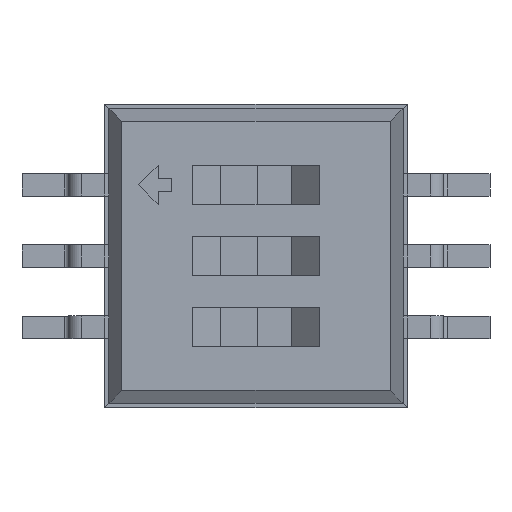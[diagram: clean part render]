
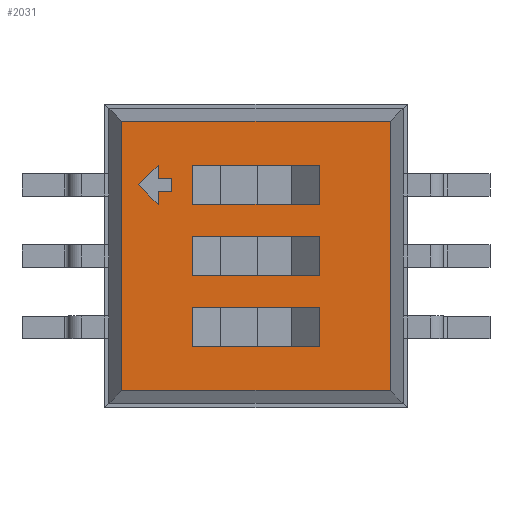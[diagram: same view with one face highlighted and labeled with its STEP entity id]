
A CAD part, top view. The second image highlights one B-rep face of the part: STEP entity #2031.
In plain terms, the highlighted planar face has unit normal (0, 0, 1).
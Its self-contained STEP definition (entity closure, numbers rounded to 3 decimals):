
#27=VECTOR('',#28,1.);
#28=DIRECTION('',(0.,1.,0.));
#34=VECTOR('',#35,1.);
#35=DIRECTION('',(-1.,0.,0.));
#41=VECTOR('',#42,1.);
#42=DIRECTION('',(0.,-1.,0.));
#46=VECTOR('',#47,1.);
#47=DIRECTION('',(1.,0.,0.));
#50=DIRECTION('',(0.,0.,-1.));
#1404=VERTEX_POINT('',#1405);
#1405=CARTESIAN_POINT('',(2.397,2.402,2.45));
#1407=ORIENTED_EDGE('',*,*,#1408,.F.);
#1408=EDGE_CURVE('',#1409,#1404,#1411,.T.);
#1409=VERTEX_POINT('',#1410);
#1410=CARTESIAN_POINT('',(2.397,-2.402,2.45));
#1411=LINE('',#1410,#27);
#1706=VERTEX_POINT('',#1707);
#1707=CARTESIAN_POINT('',(-2.397,2.402,2.45));
#1709=ORIENTED_EDGE('',*,*,#1710,.F.);
#1710=EDGE_CURVE('',#1404,#1706,#1711,.T.);
#1711=LINE('',#1405,#34);
#1729=VERTEX_POINT('',#1730);
#1730=CARTESIAN_POINT('',(-2.397,-2.402,2.45));
#1732=ORIENTED_EDGE('',*,*,#1733,.F.);
#1733=EDGE_CURVE('',#1706,#1729,#1734,.T.);
#1734=LINE('',#1707,#41);
#2026=ORIENTED_EDGE('',*,*,#2027,.F.);
#2027=EDGE_CURVE('',#1729,#1409,#2028,.T.);
#2028=LINE('',#1730,#46);
#2031=ADVANCED_FACE('',(#2032,#2034,#2056,#2078,#2119),#2141,.F.);
#2032=FACE_BOUND('',#2033,.F.);
#2033=EDGE_LOOP('',(#1407,#2026,#1732,#1709));
#2034=FACE_BOUND('',#2035,.F.);
#2035=EDGE_LOOP('',(#2036,#2043,#2048,#2053));
#2036=ORIENTED_EDGE('',*,*,#2037,.T.);
#2037=EDGE_CURVE('',#2038,#2040,#2042,.T.);
#2038=VERTEX_POINT('',#2039);
#2039=CARTESIAN_POINT('',(1.125,-0.92,2.45));
#2040=VERTEX_POINT('',#2041);
#2041=CARTESIAN_POINT('',(-1.125,-0.92,2.45));
#2042=LINE('',#2039,#34);
#2043=ORIENTED_EDGE('',*,*,#2044,.T.);
#2044=EDGE_CURVE('',#2040,#2045,#2047,.T.);
#2045=VERTEX_POINT('',#2046);
#2046=CARTESIAN_POINT('',(-1.125,-1.62,2.45));
#2047=LINE('',#2041,#41);
#2048=ORIENTED_EDGE('',*,*,#2049,.T.);
#2049=EDGE_CURVE('',#2045,#2050,#2052,.T.);
#2050=VERTEX_POINT('',#2051);
#2051=CARTESIAN_POINT('',(1.125,-1.62,2.45));
#2052=LINE('',#2046,#46);
#2053=ORIENTED_EDGE('',*,*,#2054,.T.);
#2054=EDGE_CURVE('',#2050,#2038,#2055,.T.);
#2055=LINE('',#2051,#27);
#2056=FACE_BOUND('',#2057,.F.);
#2057=EDGE_LOOP('',(#2058,#2065,#2070,#2075));
#2058=ORIENTED_EDGE('',*,*,#2059,.T.);
#2059=EDGE_CURVE('',#2060,#2062,#2064,.T.);
#2060=VERTEX_POINT('',#2061);
#2061=CARTESIAN_POINT('',(1.125,-0.35,2.45));
#2062=VERTEX_POINT('',#2063);
#2063=CARTESIAN_POINT('',(1.125,0.35,2.45));
#2064=LINE('',#2061,#27);
#2065=ORIENTED_EDGE('',*,*,#2066,.T.);
#2066=EDGE_CURVE('',#2062,#2067,#2069,.T.);
#2067=VERTEX_POINT('',#2068);
#2068=CARTESIAN_POINT('',(-1.125,0.35,2.45));
#2069=LINE('',#2063,#34);
#2070=ORIENTED_EDGE('',*,*,#2071,.T.);
#2071=EDGE_CURVE('',#2067,#2072,#2074,.T.);
#2072=VERTEX_POINT('',#2073);
#2073=CARTESIAN_POINT('',(-1.125,-0.35,2.45));
#2074=LINE('',#2068,#41);
#2075=ORIENTED_EDGE('',*,*,#2076,.T.);
#2076=EDGE_CURVE('',#2072,#2060,#2077,.T.);
#2077=LINE('',#2073,#46);
#2078=FACE_BOUND('',#2079,.F.);
#2079=EDGE_LOOP('',(#2080,#2087,#2092,#2097,#2102,#2109,#2116));
#2080=ORIENTED_EDGE('',*,*,#2081,.T.);
#2081=EDGE_CURVE('',#2082,#2084,#2086,.T.);
#2082=VERTEX_POINT('',#2083);
#2083=CARTESIAN_POINT('',(-1.747,1.153,2.45));
#2084=VERTEX_POINT('',#2085);
#2085=CARTESIAN_POINT('',(-1.513,1.153,2.45));
#2086=LINE('',#2083,#46);
#2087=ORIENTED_EDGE('',*,*,#2088,.T.);
#2088=EDGE_CURVE('',#2084,#2089,#2091,.T.);
#2089=VERTEX_POINT('',#2090);
#2090=CARTESIAN_POINT('',(-1.513,1.387,2.45));
#2091=LINE('',#2085,#27);
#2092=ORIENTED_EDGE('',*,*,#2093,.T.);
#2093=EDGE_CURVE('',#2089,#2094,#2096,.T.);
#2094=VERTEX_POINT('',#2095);
#2095=CARTESIAN_POINT('',(-1.747,1.387,2.45));
#2096=LINE('',#2090,#34);
#2097=ORIENTED_EDGE('',*,*,#2098,.T.);
#2098=EDGE_CURVE('',#2094,#2099,#2101,.T.);
#2099=VERTEX_POINT('',#2100);
#2100=CARTESIAN_POINT('',(-1.747,1.62,2.45));
#2101=LINE('',#2095,#27);
#2102=ORIENTED_EDGE('',*,*,#2103,.T.);
#2103=EDGE_CURVE('',#2099,#2104,#2106,.T.);
#2104=VERTEX_POINT('',#2105);
#2105=CARTESIAN_POINT('',(-2.097,1.27,2.45));
#2106=LINE('',#2100,#2107);
#2107=VECTOR('',#2108,1.);
#2108=DIRECTION('',(-0.707,-0.707,0.));
#2109=ORIENTED_EDGE('',*,*,#2110,.T.);
#2110=EDGE_CURVE('',#2104,#2111,#2113,.T.);
#2111=VERTEX_POINT('',#2112);
#2112=CARTESIAN_POINT('',(-1.747,0.92,2.45));
#2113=LINE('',#2105,#2114);
#2114=VECTOR('',#2115,1.);
#2115=DIRECTION('',(0.707,-0.707,0.));
#2116=ORIENTED_EDGE('',*,*,#2117,.T.);
#2117=EDGE_CURVE('',#2111,#2082,#2118,.T.);
#2118=LINE('',#2112,#27);
#2119=FACE_BOUND('',#2120,.F.);
#2120=EDGE_LOOP('',(#2121,#2128,#2133,#2138));
#2121=ORIENTED_EDGE('',*,*,#2122,.T.);
#2122=EDGE_CURVE('',#2123,#2125,#2127,.T.);
#2123=VERTEX_POINT('',#2124);
#2124=CARTESIAN_POINT('',(-1.125,1.62,2.45));
#2125=VERTEX_POINT('',#2126);
#2126=CARTESIAN_POINT('',(-1.125,0.92,2.45));
#2127=LINE('',#2124,#41);
#2128=ORIENTED_EDGE('',*,*,#2129,.T.);
#2129=EDGE_CURVE('',#2125,#2130,#2132,.T.);
#2130=VERTEX_POINT('',#2131);
#2131=CARTESIAN_POINT('',(1.125,0.92,2.45));
#2132=LINE('',#2126,#46);
#2133=ORIENTED_EDGE('',*,*,#2134,.T.);
#2134=EDGE_CURVE('',#2130,#2135,#2137,.T.);
#2135=VERTEX_POINT('',#2136);
#2136=CARTESIAN_POINT('',(1.125,1.62,2.45));
#2137=LINE('',#2131,#27);
#2138=ORIENTED_EDGE('',*,*,#2139,.T.);
#2139=EDGE_CURVE('',#2135,#2123,#2140,.T.);
#2140=LINE('',#2136,#34);
#2141=PLANE('',#2142);
#2142=AXIS2_PLACEMENT_3D('',#1410,#50,#2143);
#2143=DIRECTION('',(-0.706,0.708,0.));
